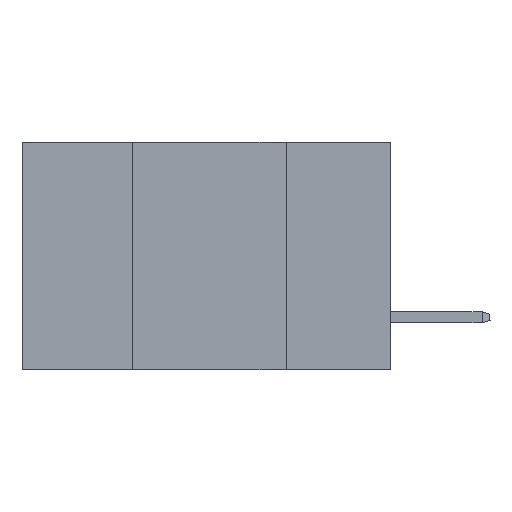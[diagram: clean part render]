
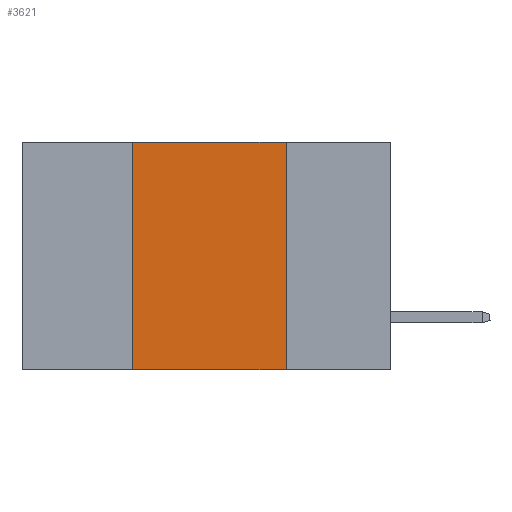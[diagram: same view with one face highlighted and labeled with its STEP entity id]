
A CAD part, left-side view. The second image highlights one B-rep face of the part: STEP entity #3621.
In plain terms, the highlighted planar face has unit normal (-1, 0, 0).
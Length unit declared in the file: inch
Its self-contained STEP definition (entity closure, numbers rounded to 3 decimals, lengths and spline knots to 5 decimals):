
#933 = ORIENTED_EDGE ( 'NONE', *, *, #15733, .T. ) ;
#1098 = CARTESIAN_POINT ( 'NONE',  ( 0., 0.42, 0. ) ) ;
#1484 = CARTESIAN_POINT ( 'NONE',  ( 0., 0.17, 0. ) ) ;
#1604 = CARTESIAN_POINT ( 'NONE',  ( 0., 0.6, -0.37 ) ) ;
#1743 = CARTESIAN_POINT ( 'NONE',  ( 0., 0.42, 0. ) ) ;
#3429 = DIRECTION ( 'NONE',  ( 0., -1., 0. ) ) ;
#3621 = ADVANCED_FACE ( 'NONE', ( #4156 ), #14698, .F. ) ;
#4156 = FACE_OUTER_BOUND ( 'NONE', #10198, .T. ) ;
#4788 = CARTESIAN_POINT ( 'NONE',  ( 0., 0.17, -0.37 ) ) ;
#5004 = EDGE_CURVE ( 'NONE', #17695, #6081, #18495, .T. ) ;
#5296 = ORIENTED_EDGE ( 'NONE', *, *, #5004, .F. ) ;
#5835 = ORIENTED_EDGE ( 'NONE', *, *, #13797, .F. ) ;
#6081 = VERTEX_POINT ( 'NONE', #1098 ) ;
#6175 = VERTEX_POINT ( 'NONE', #15995 ) ;
#6503 = VECTOR ( 'NONE', #9045, 39.37008 ) ;
#7007 = VECTOR ( 'NONE', #3429, 39.37008 ) ;
#7274 = DIRECTION ( 'NONE',  ( 0., 0., -1. ) ) ;
#7368 = ORIENTED_EDGE ( 'NONE', *, *, #9427, .F. ) ;
#8766 = VERTEX_POINT ( 'NONE', #4788 ) ;
#8832 = LINE ( 'NONE', #10580, #7007 ) ;
#9045 = DIRECTION ( 'NONE',  ( 0., 0., 1. ) ) ;
#9427 = EDGE_CURVE ( 'NONE', #6175, #8766, #14907, .T. ) ;
#10198 = EDGE_LOOP ( 'NONE', ( #7368, #5835, #5296, #933 ) ) ;
#10560 = CARTESIAN_POINT ( 'NONE',  ( 0., 0.42, -0.37 ) ) ;
#10580 = CARTESIAN_POINT ( 'NONE',  ( 0., 0.6, 0. ) ) ;
#11051 = VECTOR ( 'NONE', #7274, 39.37008 ) ;
#11603 = AXIS2_PLACEMENT_3D ( 'NONE', #11858, #13485, #14954 ) ;
#11858 = CARTESIAN_POINT ( 'NONE',  ( 0., 0.6, 0. ) ) ;
#13485 = DIRECTION ( 'NONE',  ( 1., 0., 0. ) ) ;
#13797 = EDGE_CURVE ( 'NONE', #6081, #6175, #8832, .T. ) ;
#14207 = VECTOR ( 'NONE', #14657, 39.37008 ) ;
#14657 = DIRECTION ( 'NONE',  ( 0., -1., 0. ) ) ;
#14698 = PLANE ( 'NONE',  #11603 ) ;
#14907 = LINE ( 'NONE', #1484, #11051 ) ;
#14954 = DIRECTION ( 'NONE',  ( 0., 0., -1. ) ) ;
#15733 = EDGE_CURVE ( 'NONE', #17695, #8766, #17662, .T. ) ;
#15995 = CARTESIAN_POINT ( 'NONE',  ( 0., 0.17, 0. ) ) ;
#17662 = LINE ( 'NONE', #1604, #14207 ) ;
#17695 = VERTEX_POINT ( 'NONE', #10560 ) ;
#18495 = LINE ( 'NONE', #1743, #6503 ) ;
